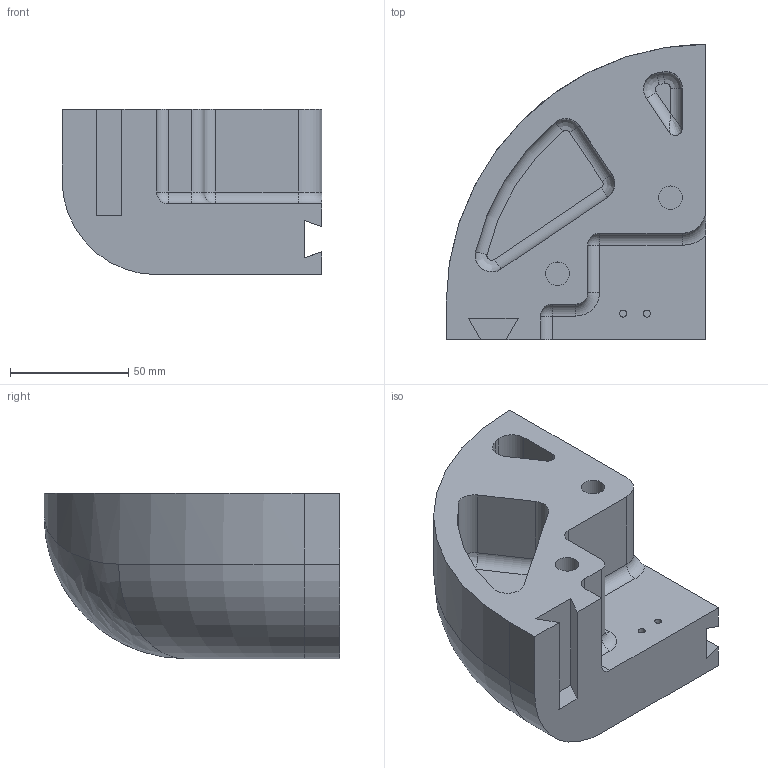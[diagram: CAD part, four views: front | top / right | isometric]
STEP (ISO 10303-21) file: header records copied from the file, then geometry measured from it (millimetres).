
FILE_DESCRIPTION(/* description */ (''),/* implementation_level */ '2;1');
FILE_NAME(/* name */ '',/* time_stamp */ '2025-10-15T00:27:55+03:00',/* author */ ('I9232'),/* organization */ (''),/* preprocessor_version */ 'ST-DEVELOPER v19.2',/* originating_system */ 'Autodesk Inventor 2023',/* authorisation */ '');
FILE_SCHEMA (('AUTOMOTIVE_DESIGN { 1 0 10303 214 3 1 1 }'));
Length unit declared in the file: millimetre
Products named in the file (1): 2.0_Уголок_передней_
крышки_MIR
Bounding box: 110 x 125 x 70 mm (x, y, z)
Volume: 506248.5 mm3; surface area: 58969.2 mm2
Topology: 1 solids, 1 shells, 69 faces, 160 edges, 97 vertices
Faces by surface type: plane 28, cylinder 27, bspline 7, torus 5, sphere 2
Full cylindrical faces by diameter (mm): 3 x2, 10 x2
Entity records: 2229 total; most frequent: CARTESIAN_POINT 599, DIRECTION 353, ORIENTED_EDGE 316, EDGE_CURVE 158, AXIS2_PLACEMENT_3D 135, VERTEX_POINT 97, LINE 83, VECTOR 83
